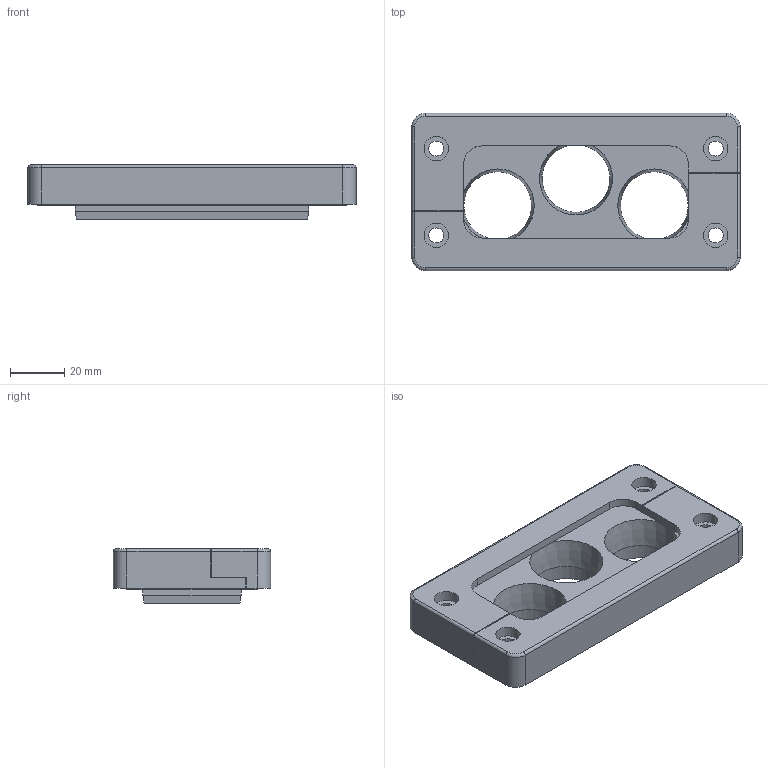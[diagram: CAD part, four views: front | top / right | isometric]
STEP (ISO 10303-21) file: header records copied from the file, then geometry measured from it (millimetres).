
FILE_DESCRIPTION( ( 'STEP AP203' ), ' ' );
FILE_NAME( 'KDL_C 16_3_87141036ohne Tuelleohne Tuelleohne Tuelle-------------.stp', '2017-08-21T20:24:23', ( '' ), ( '' ), ' ', 'PARTsolutions', ' ' );
FILE_SCHEMA( ( 'CONFIG_CONTROL_DESIGN' ) );
Length unit declared in the file: millimetre
Products named in the file (3): KDL/C 16/3_87141036ohne Tuelleohne Tuelleohne Tuelle-------------; _KDL/C 16/3871410362; _KDL/C 16/3871410361
Assembly tree (2 placements, depth 2):
  KDL/C 16/3_87141036ohne Tuelleohne Tuelleohne Tuelle-------------
    _KDL/C 16/3871410362
    _KDL/C 16/3871410361
Bounding box: 121 x 58 x 20 mm (x, y, z)
Volume: 80843.5 mm3; surface area: 35113.6 mm2
Topology: 2 solids, 2 shells, 103 faces, 276 edges, 180 vertices
Faces by surface type: plane 67, cylinder 29, torus 4, cone 3
Full cylindrical faces by diameter (mm): 5.5 x8, 9 x4, 24.95 x3
Entity records: 3202 total; most frequent: CARTESIAN_POINT 530, DIRECTION 528, ORIENTED_EDGE 502, EDGE_CURVE 251, LINE 186, VECTOR 186, VERTEX_POINT 173, AXIS2_PLACEMENT_3D 171
